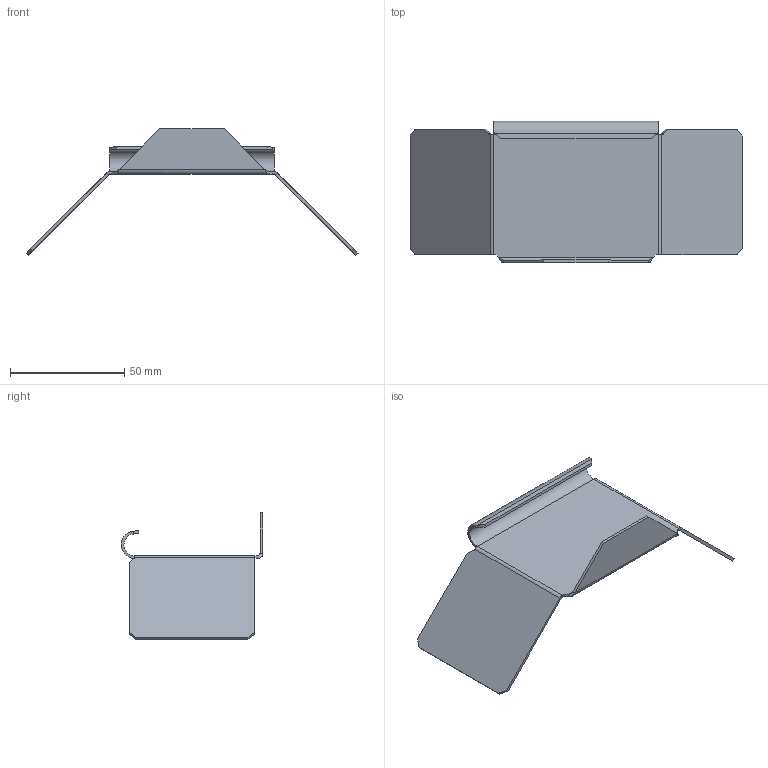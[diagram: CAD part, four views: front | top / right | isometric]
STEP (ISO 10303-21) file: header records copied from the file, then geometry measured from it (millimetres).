
FILE_DESCRIPTION((''),'2;1');
FILE_NAME('6043062','2012-12-12T',('AndreasKeweloh'),(''),'PRO/ENGINEER BY PARAMETRIC TECHNOLOGY CORPORATION, 2012230','PRO/ENGINEER BY PARAMETRIC TECHNOLOGY CORPORATION, 2012230','');
FILE_SCHEMA(('CONFIG_CONTROL_DESIGN'));
Length unit declared in the file: millimetre
Products named in the file (1): 6043062
Bounding box: 145.21 x 62.04 x 55.3 mm (x, y, z)
Volume: 14666.9 mm3; surface area: 24097.2 mm2
Topology: 1 solids, 1 shells, 54 faces, 124 edges, 72 vertices
Faces by surface type: plane 40, cylinder 10, bspline 4
Entity records: 1622 total; most frequent: CARTESIAN_POINT 382, ORIENTED_EDGE 248, DIRECTION 240, EDGE_CURVE 124, VECTOR 100, LINE 100, VERTEX_POINT 72, AXIS2_PLACEMENT_3D 70
